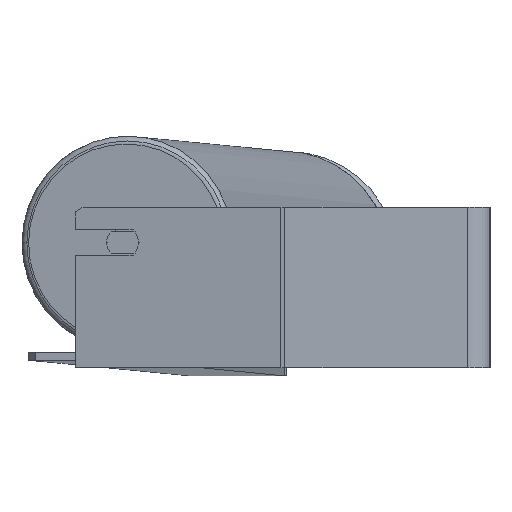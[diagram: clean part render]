
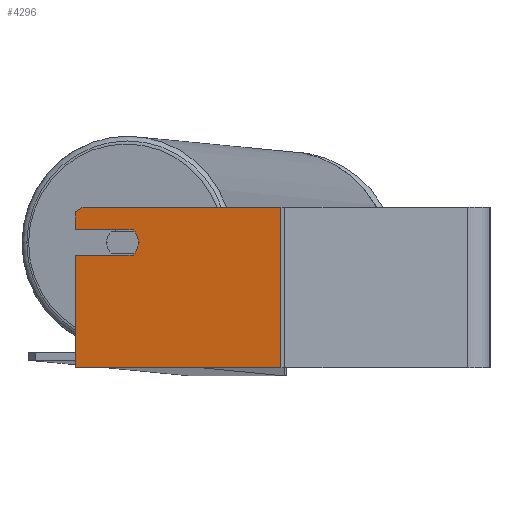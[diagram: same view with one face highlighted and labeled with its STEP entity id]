
A CAD part, left-side view. The second image highlights one B-rep face of the part: STEP entity #4296.
In plain terms, the highlighted planar face has unit normal (-0.985, 0.174, 0).
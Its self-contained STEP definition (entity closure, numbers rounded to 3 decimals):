
#284 = LINE ( 'NONE', #8954, #5010 ) ;
#398 = CARTESIAN_POINT ( 'NONE',  ( -894.134, 218.914, 28. ) ) ;
#405 = VECTOR ( 'NONE', #2786, 1000. ) ;
#600 = AXIS2_PLACEMENT_3D ( 'NONE', #4628, #6044, #4765 ) ;
#716 = CIRCLE ( 'NONE', #5408, 10. ) ;
#760 = CARTESIAN_POINT ( 'NONE',  ( -887.188, 258.307, 50. ) ) ;
#953 = VERTEX_POINT ( 'NONE', #2540 ) ;
#1005 = VERTEX_POINT ( 'NONE', #8538 ) ;
#1220 = DIRECTION ( 'NONE',  ( 0., 0., -1. ) ) ;
#1300 = EDGE_CURVE ( 'NONE', #1319, #6120, #7284, .T. ) ;
#1319 = VERTEX_POINT ( 'NONE', #398 ) ;
#1323 = LINE ( 'NONE', #6454, #405 ) ;
#1532 = CARTESIAN_POINT ( 'NONE',  ( -909.787, 130.14, 50. ) ) ;
#1652 = VECTOR ( 'NONE', #4354, 1000. ) ;
#1670 = LINE ( 'NONE', #4429, #2965 ) ;
#1708 = DIRECTION ( 'NONE',  ( 0., 0., -1. ) ) ;
#1723 = EDGE_CURVE ( 'NONE', #6234, #1005, #5371, .T. ) ;
#1775 = PLANE ( 'NONE',  #5690 ) ;
#1777 = LINE ( 'NONE', #5479, #4504 ) ;
#2041 = CARTESIAN_POINT ( 'NONE',  ( -893.439, 222.853, 20. ) ) ;
#2540 = CARTESIAN_POINT ( 'NONE',  ( -888.056, 253.383, 50. ) ) ;
#2593 = DIRECTION ( 'NONE',  ( 0.174, 0.985, 0. ) ) ;
#2623 = ORIENTED_EDGE ( 'NONE', *, *, #9183, .T. ) ;
#2641 = ORIENTED_EDGE ( 'NONE', *, *, #9120, .F. ) ;
#2722 = EDGE_CURVE ( 'NONE', #953, #6234, #1670, .T. ) ;
#2786 = DIRECTION ( 'NONE',  ( -0.174, -0.985, 0. ) ) ;
#2917 = VERTEX_POINT ( 'NONE', #7051 ) ;
#2965 = VECTOR ( 'NONE', #7324, 1000. ) ;
#3229 = CARTESIAN_POINT ( 'NONE',  ( -887.188, 258.307, 36. ) ) ;
#3522 = CARTESIAN_POINT ( 'NONE',  ( -893.439, 222.853, 36. ) ) ;
#3695 = EDGE_CURVE ( 'NONE', #8401, #1005, #1323, .T. ) ;
#3757 = ORIENTED_EDGE ( 'NONE', *, *, #1723, .F. ) ;
#3792 = DIRECTION ( 'NONE',  ( -0.985, 0.174, 0. ) ) ;
#4223 = EDGE_CURVE ( 'NONE', #5664, #1319, #716, .T. ) ;
#4296 = ADVANCED_FACE ( 'NONE', ( #6739 ), #1775, .F. ) ;
#4297 = EDGE_LOOP ( 'NONE', ( #5397, #6884, #2623, #2641, #5115, #7145, #8984, #7149, #8798, #3757 ) ) ;
#4354 = DIRECTION ( 'NONE',  ( 0., 0., -1. ) ) ;
#4429 = CARTESIAN_POINT ( 'NONE',  ( -887.188, 258.307, 50. ) ) ;
#4450 = CARTESIAN_POINT ( 'NONE',  ( -892.398, 228.762, 28. ) ) ;
#4504 = VECTOR ( 'NONE', #7582, 1000. ) ;
#4606 = DIRECTION ( 'NONE',  ( -0.174, -0.985, 0. ) ) ;
#4628 = CARTESIAN_POINT ( 'NONE',  ( -892.398, 228.762, 28. ) ) ;
#4765 = DIRECTION ( 'NONE',  ( -0.174, -0.985, 0. ) ) ;
#4964 = VERTEX_POINT ( 'NONE', #5684 ) ;
#5010 = VECTOR ( 'NONE', #1220, 1000. ) ;
#5115 = ORIENTED_EDGE ( 'NONE', *, *, #1300, .F. ) ;
#5170 = VECTOR ( 'NONE', #2593, 1000. ) ;
#5219 = LINE ( 'NONE', #760, #1652 ) ;
#5310 = CARTESIAN_POINT ( 'NONE',  ( -887.188, 258.307, 50. ) ) ;
#5354 = DIRECTION ( 'NONE',  ( 0.985, -0.174, 0. ) ) ;
#5371 = LINE ( 'NONE', #8219, #9379 ) ;
#5397 = ORIENTED_EDGE ( 'NONE', *, *, #2722, .F. ) ;
#5408 = AXIS2_PLACEMENT_3D ( 'NONE', #4450, #3792, #6695 ) ;
#5479 = CARTESIAN_POINT ( 'NONE',  ( -887.188, 258.307, 47.113 ) ) ;
#5483 = EDGE_CURVE ( 'NONE', #953, #2917, #1777, .T. ) ;
#5557 = VERTEX_POINT ( 'NONE', #3229 ) ;
#5664 = VERTEX_POINT ( 'NONE', #2041 ) ;
#5684 = CARTESIAN_POINT ( 'NONE',  ( -887.188, 258.307, 20. ) ) ;
#5690 = AXIS2_PLACEMENT_3D ( 'NONE', #5310, #5354, #6061 ) ;
#6044 = DIRECTION ( 'NONE',  ( -0.985, 0.174, 0. ) ) ;
#6061 = DIRECTION ( 'NONE',  ( 0.174, 0.985, 0. ) ) ;
#6120 = VERTEX_POINT ( 'NONE', #3522 ) ;
#6234 = VERTEX_POINT ( 'NONE', #1532 ) ;
#6454 = CARTESIAN_POINT ( 'NONE',  ( -887.188, 258.307, -50. ) ) ;
#6650 = CARTESIAN_POINT ( 'NONE',  ( -893.439, 222.853, 20. ) ) ;
#6695 = DIRECTION ( 'NONE',  ( -0.174, -0.985, 0. ) ) ;
#6739 = FACE_OUTER_BOUND ( 'NONE', #4297, .T. ) ;
#6883 = CARTESIAN_POINT ( 'NONE',  ( -893.439, 222.853, 36. ) ) ;
#6884 = ORIENTED_EDGE ( 'NONE', *, *, #5483, .T. ) ;
#7051 = CARTESIAN_POINT ( 'NONE',  ( -887.188, 258.307, 47.113 ) ) ;
#7145 = ORIENTED_EDGE ( 'NONE', *, *, #4223, .F. ) ;
#7149 = ORIENTED_EDGE ( 'NONE', *, *, #7776, .T. ) ;
#7284 = CIRCLE ( 'NONE', #600, 10. ) ;
#7324 = DIRECTION ( 'NONE',  ( -0.174, -0.985, 0. ) ) ;
#7438 = VECTOR ( 'NONE', #4606, 1000. ) ;
#7540 = LINE ( 'NONE', #6883, #5170 ) ;
#7582 = DIRECTION ( 'NONE',  ( 0.15, 0.853, -0.5 ) ) ;
#7776 = EDGE_CURVE ( 'NONE', #4964, #8401, #5219, .T. ) ;
#7780 = CARTESIAN_POINT ( 'NONE',  ( -887.188, 258.307, -50. ) ) ;
#8100 = LINE ( 'NONE', #6650, #7438 ) ;
#8219 = CARTESIAN_POINT ( 'NONE',  ( -909.787, 130.14, 50. ) ) ;
#8401 = VERTEX_POINT ( 'NONE', #7780 ) ;
#8538 = CARTESIAN_POINT ( 'NONE',  ( -909.787, 130.14, -50. ) ) ;
#8798 = ORIENTED_EDGE ( 'NONE', *, *, #3695, .T. ) ;
#8954 = CARTESIAN_POINT ( 'NONE',  ( -887.188, 258.307, 50. ) ) ;
#8969 = EDGE_CURVE ( 'NONE', #4964, #5664, #8100, .T. ) ;
#8984 = ORIENTED_EDGE ( 'NONE', *, *, #8969, .F. ) ;
#9120 = EDGE_CURVE ( 'NONE', #6120, #5557, #7540, .T. ) ;
#9183 = EDGE_CURVE ( 'NONE', #2917, #5557, #284, .T. ) ;
#9379 = VECTOR ( 'NONE', #1708, 1000. ) ;
